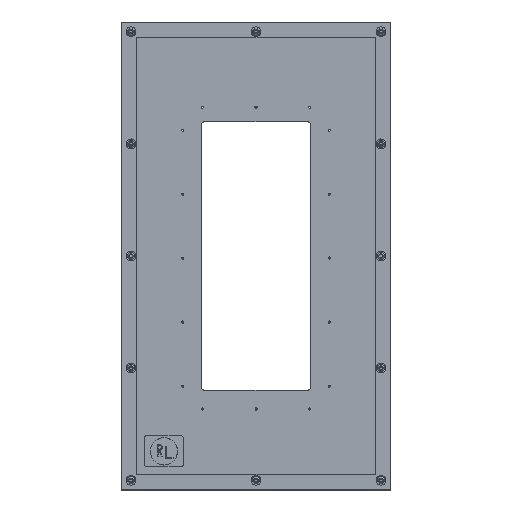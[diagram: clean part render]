
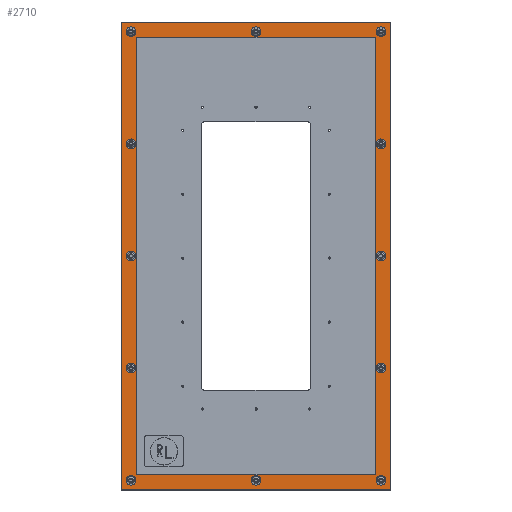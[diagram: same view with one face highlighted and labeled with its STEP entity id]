
A CAD part, top view. The second image highlights one B-rep face of the part: STEP entity #2710.
In plain terms, the highlighted planar face has unit normal (0, 0, 1).
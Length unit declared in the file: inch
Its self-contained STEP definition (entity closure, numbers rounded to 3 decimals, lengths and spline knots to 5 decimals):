
#167=PLANE('',#2960);
#253=LINE('',#4207,#398);
#257=LINE('',#4215,#402);
#260=LINE('',#4221,#405);
#263=LINE('',#4226,#408);
#265=LINE('',#4231,#410);
#269=LINE('',#4239,#414);
#272=LINE('',#4245,#417);
#275=LINE('',#4250,#420);
#398=VECTOR('',#3451,28.25);
#402=VECTOR('',#3457,15.40625);
#405=VECTOR('',#3462,28.25);
#408=VECTOR('',#3467,15.40625);
#410=VECTOR('',#3471,30.25);
#414=VECTOR('',#3477,17.40625);
#417=VECTOR('',#3482,30.25);
#420=VECTOR('',#3487,17.40625);
#613=FACE_BOUND('',#985,.T.);
#614=FACE_BOUND('',#986,.T.);
#615=FACE_BOUND('',#987,.T.);
#616=FACE_BOUND('',#988,.T.);
#617=FACE_BOUND('',#989,.T.);
#618=FACE_BOUND('',#990,.T.);
#619=FACE_BOUND('',#991,.T.);
#620=FACE_BOUND('',#992,.T.);
#621=FACE_BOUND('',#993,.T.);
#622=FACE_BOUND('',#994,.T.);
#623=FACE_BOUND('',#995,.T.);
#624=FACE_BOUND('',#996,.T.);
#625=FACE_BOUND('',#997,.T.);
#733=FACE_OUTER_BOUND('',#984,.T.);
#984=EDGE_LOOP('',(#2080,#2081,#2082,#2083));
#985=EDGE_LOOP('',(#2084));
#986=EDGE_LOOP('',(#2085));
#987=EDGE_LOOP('',(#2086));
#988=EDGE_LOOP('',(#2087));
#989=EDGE_LOOP('',(#2088));
#990=EDGE_LOOP('',(#2089));
#991=EDGE_LOOP('',(#2090));
#992=EDGE_LOOP('',(#2091));
#993=EDGE_LOOP('',(#2092));
#994=EDGE_LOOP('',(#2093));
#995=EDGE_LOOP('',(#2094));
#996=EDGE_LOOP('',(#2095));
#997=EDGE_LOOP('',(#2096,#2097,#2098,#2099));
#1198=CIRCLE('',#2918,0.10938);
#1200=CIRCLE('',#2921,0.10938);
#1202=CIRCLE('',#2924,0.10938);
#1204=CIRCLE('',#2927,0.10938);
#1206=CIRCLE('',#2930,0.10938);
#1208=CIRCLE('',#2933,0.10938);
#1210=CIRCLE('',#2936,0.10938);
#1212=CIRCLE('',#2939,0.10938);
#1214=CIRCLE('',#2942,0.10938);
#1216=CIRCLE('',#2945,0.10938);
#1218=CIRCLE('',#2948,0.10938);
#1220=CIRCLE('',#2951,0.10938);
#1360=VERTEX_POINT('',#4147);
#1362=VERTEX_POINT('',#4152);
#1364=VERTEX_POINT('',#4157);
#1366=VERTEX_POINT('',#4162);
#1368=VERTEX_POINT('',#4167);
#1370=VERTEX_POINT('',#4172);
#1372=VERTEX_POINT('',#4177);
#1374=VERTEX_POINT('',#4182);
#1376=VERTEX_POINT('',#4187);
#1378=VERTEX_POINT('',#4192);
#1380=VERTEX_POINT('',#4197);
#1382=VERTEX_POINT('',#4202);
#1383=VERTEX_POINT('',#4205);
#1384=VERTEX_POINT('',#4206);
#1387=VERTEX_POINT('',#4214);
#1389=VERTEX_POINT('',#4220);
#1391=VERTEX_POINT('',#4229);
#1392=VERTEX_POINT('',#4230);
#1395=VERTEX_POINT('',#4238);
#1397=VERTEX_POINT('',#4244);
#1616=EDGE_CURVE('',#1360,#1360,#1198,.T.);
#1618=EDGE_CURVE('',#1362,#1362,#1200,.T.);
#1620=EDGE_CURVE('',#1364,#1364,#1202,.T.);
#1622=EDGE_CURVE('',#1366,#1366,#1204,.T.);
#1624=EDGE_CURVE('',#1368,#1368,#1206,.T.);
#1626=EDGE_CURVE('',#1370,#1370,#1208,.T.);
#1628=EDGE_CURVE('',#1372,#1372,#1210,.T.);
#1630=EDGE_CURVE('',#1374,#1374,#1212,.T.);
#1632=EDGE_CURVE('',#1376,#1376,#1214,.T.);
#1634=EDGE_CURVE('',#1378,#1378,#1216,.T.);
#1636=EDGE_CURVE('',#1380,#1380,#1218,.T.);
#1638=EDGE_CURVE('',#1382,#1382,#1220,.T.);
#1639=EDGE_CURVE('',#1383,#1384,#253,.T.);
#1643=EDGE_CURVE('',#1384,#1387,#257,.T.);
#1646=EDGE_CURVE('',#1387,#1389,#260,.T.);
#1649=EDGE_CURVE('',#1389,#1383,#263,.T.);
#1651=EDGE_CURVE('',#1391,#1392,#265,.T.);
#1655=EDGE_CURVE('',#1392,#1395,#269,.T.);
#1658=EDGE_CURVE('',#1395,#1397,#272,.T.);
#1661=EDGE_CURVE('',#1397,#1391,#275,.T.);
#2080=ORIENTED_EDGE('',*,*,#1651,.F.);
#2081=ORIENTED_EDGE('',*,*,#1661,.F.);
#2082=ORIENTED_EDGE('',*,*,#1658,.F.);
#2083=ORIENTED_EDGE('',*,*,#1655,.F.);
#2084=ORIENTED_EDGE('',*,*,#1616,.T.);
#2085=ORIENTED_EDGE('',*,*,#1618,.T.);
#2086=ORIENTED_EDGE('',*,*,#1620,.T.);
#2087=ORIENTED_EDGE('',*,*,#1622,.T.);
#2088=ORIENTED_EDGE('',*,*,#1624,.T.);
#2089=ORIENTED_EDGE('',*,*,#1626,.T.);
#2090=ORIENTED_EDGE('',*,*,#1628,.T.);
#2091=ORIENTED_EDGE('',*,*,#1630,.T.);
#2092=ORIENTED_EDGE('',*,*,#1632,.T.);
#2093=ORIENTED_EDGE('',*,*,#1634,.T.);
#2094=ORIENTED_EDGE('',*,*,#1636,.T.);
#2095=ORIENTED_EDGE('',*,*,#1638,.T.);
#2096=ORIENTED_EDGE('',*,*,#1639,.T.);
#2097=ORIENTED_EDGE('',*,*,#1643,.T.);
#2098=ORIENTED_EDGE('',*,*,#1646,.T.);
#2099=ORIENTED_EDGE('',*,*,#1649,.T.);
#2710=ADVANCED_FACE('',(#733,#613,#614,#615,#616,#617,#618,#619,#620,#621,
#622,#623,#624,#625),#167,.T.);
#2918=AXIS2_PLACEMENT_3D('',#4148,#3381,#3382);
#2921=AXIS2_PLACEMENT_3D('',#4153,#3387,#3388);
#2924=AXIS2_PLACEMENT_3D('',#4158,#3393,#3394);
#2927=AXIS2_PLACEMENT_3D('',#4163,#3399,#3400);
#2930=AXIS2_PLACEMENT_3D('',#4168,#3405,#3406);
#2933=AXIS2_PLACEMENT_3D('',#4173,#3411,#3412);
#2936=AXIS2_PLACEMENT_3D('',#4178,#3417,#3418);
#2939=AXIS2_PLACEMENT_3D('',#4183,#3423,#3424);
#2942=AXIS2_PLACEMENT_3D('',#4188,#3429,#3430);
#2945=AXIS2_PLACEMENT_3D('',#4193,#3435,#3436);
#2948=AXIS2_PLACEMENT_3D('',#4198,#3441,#3442);
#2951=AXIS2_PLACEMENT_3D('',#4203,#3447,#3448);
#2960=AXIS2_PLACEMENT_3D('',#4252,#3489,#3490);
#3381=DIRECTION('center_axis',(0.,0.,-1.));
#3382=DIRECTION('ref_axis',(-1.,0.,0.));
#3387=DIRECTION('center_axis',(0.,0.,-1.));
#3388=DIRECTION('ref_axis',(-1.,0.,0.));
#3393=DIRECTION('center_axis',(0.,0.,-1.));
#3394=DIRECTION('ref_axis',(-1.,0.,0.));
#3399=DIRECTION('center_axis',(0.,0.,-1.));
#3400=DIRECTION('ref_axis',(-1.,0.,0.));
#3405=DIRECTION('center_axis',(0.,0.,-1.));
#3406=DIRECTION('ref_axis',(-1.,0.,0.));
#3411=DIRECTION('center_axis',(0.,0.,-1.));
#3412=DIRECTION('ref_axis',(-1.,0.,0.));
#3417=DIRECTION('center_axis',(0.,0.,-1.));
#3418=DIRECTION('ref_axis',(-1.,0.,0.));
#3423=DIRECTION('center_axis',(0.,0.,-1.));
#3424=DIRECTION('ref_axis',(-1.,0.,0.));
#3429=DIRECTION('center_axis',(0.,0.,-1.));
#3430=DIRECTION('ref_axis',(-1.,0.,0.));
#3435=DIRECTION('center_axis',(0.,0.,-1.));
#3436=DIRECTION('ref_axis',(-1.,0.,0.));
#3441=DIRECTION('center_axis',(0.,0.,-1.));
#3442=DIRECTION('ref_axis',(-1.,0.,0.));
#3447=DIRECTION('center_axis',(0.,0.,-1.));
#3448=DIRECTION('ref_axis',(-1.,0.,0.));
#3451=DIRECTION('',(0.,-1.,0.));
#3457=DIRECTION('',(-1.,0.,0.));
#3462=DIRECTION('',(0.,1.,0.));
#3467=DIRECTION('',(1.,0.,0.));
#3471=DIRECTION('',(0.,-1.,0.));
#3477=DIRECTION('',(-1.,0.,0.));
#3482=DIRECTION('',(0.,1.,0.));
#3487=DIRECTION('',(1.,0.,0.));
#3489=DIRECTION('center_axis',(0.,0.,1.));
#3490=DIRECTION('ref_axis',(1.,0.,0.));
#4147=CARTESIAN_POINT('',(16.48475,-23.9196,0.125));
#4148=CARTESIAN_POINT('Origin',(16.37537,-23.9196,0.125));
#4152=CARTESIAN_POINT('',(8.40662,-23.9196,0.125));
#4153=CARTESIAN_POINT('Origin',(8.29725,-23.9196,0.125));
#4157=CARTESIAN_POINT('',(0.3285,-23.9196,0.125));
#4158=CARTESIAN_POINT('Origin',(0.21912,-23.9196,0.125));
#4162=CARTESIAN_POINT('',(16.48475,-16.6696,0.125));
#4163=CARTESIAN_POINT('Origin',(16.37537,-16.6696,0.125));
#4167=CARTESIAN_POINT('',(0.3285,-16.6696,0.125));
#4168=CARTESIAN_POINT('Origin',(0.21912,-16.6696,0.125));
#4172=CARTESIAN_POINT('',(16.48475,-9.4196,0.125));
#4173=CARTESIAN_POINT('Origin',(16.37537,-9.4196,0.125));
#4177=CARTESIAN_POINT('',(0.3285,-9.4196,0.125));
#4178=CARTESIAN_POINT('Origin',(0.21912,-9.4196,0.125));
#4182=CARTESIAN_POINT('',(16.48475,-2.1696,0.125));
#4183=CARTESIAN_POINT('Origin',(16.37537,-2.1696,0.125));
#4187=CARTESIAN_POINT('',(0.3285,-2.1696,0.125));
#4188=CARTESIAN_POINT('Origin',(0.21912,-2.1696,0.125));
#4192=CARTESIAN_POINT('',(16.48475,5.0804,0.125));
#4193=CARTESIAN_POINT('Origin',(16.37537,5.0804,0.125));
#4197=CARTESIAN_POINT('',(8.40662,5.0804,0.125));
#4198=CARTESIAN_POINT('Origin',(8.29725,5.0804,0.125));
#4202=CARTESIAN_POINT('',(0.3285,5.0804,0.125));
#4203=CARTESIAN_POINT('Origin',(0.21912,5.0804,0.125));
#4205=CARTESIAN_POINT('',(16.00037,4.7054,0.125));
#4206=CARTESIAN_POINT('',(16.00037,-23.5446,0.125));
#4207=CARTESIAN_POINT('',(16.00037,-2.3571,0.125));
#4214=CARTESIAN_POINT('',(0.59412,-23.5446,0.125));
#4215=CARTESIAN_POINT('',(12.14881,-23.5446,0.125));
#4220=CARTESIAN_POINT('',(0.59412,4.7054,0.125));
#4221=CARTESIAN_POINT('',(0.59412,-16.4821,0.125));
#4226=CARTESIAN_POINT('',(4.44569,4.7054,0.125));
#4229=CARTESIAN_POINT('',(17.00037,5.7054,0.125));
#4230=CARTESIAN_POINT('',(17.00037,-24.5446,0.125));
#4231=CARTESIAN_POINT('',(17.00037,5.7054,0.125));
#4238=CARTESIAN_POINT('',(-0.40588,-24.5446,0.125));
#4239=CARTESIAN_POINT('',(17.00037,-24.5446,0.125));
#4244=CARTESIAN_POINT('',(-0.40588,5.7054,0.125));
#4245=CARTESIAN_POINT('',(-0.40588,-24.5446,0.125));
#4250=CARTESIAN_POINT('',(-0.40588,5.7054,0.125));
#4252=CARTESIAN_POINT('Origin',(8.29725,-9.4196,0.125));
